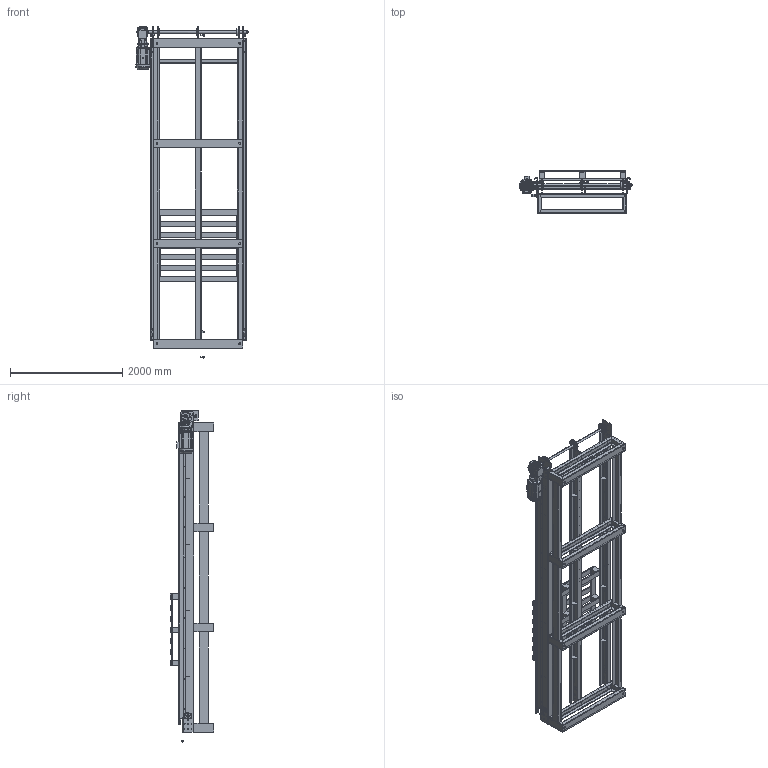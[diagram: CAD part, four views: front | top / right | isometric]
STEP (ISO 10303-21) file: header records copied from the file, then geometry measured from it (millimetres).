
FILE_DESCRIPTION(('FreeCAD Model'),'2;1');
FILE_NAME('Open CASCADE Shape Model','2025-05-02T20:00:48',('FreeCAD'),( 'FreeCAD'),'Open CASCADE STEP processor 7.6','FreeCAD','Unknown');
FILE_SCHEMA(('AUTOMOTIVE_DESIGN { 1 0 10303 214 1 1 1 1 }'));
Products named in the file (1): Open CASCADE STEP translator 7.6 1
Bounding box: 2004.79 x 775.5 x 5914.58 mm (x, y, z)
Volume: 209219463.6 mm3; surface area: 40440001.1 mm2
Topology: 162 solids, 163 shells, 4121 faces, 9970 edges, 6257 vertices
Faces by surface type: bspline 4121
Entity records: 130138 total; most frequent: CARTESIAN_POINT 72427, ORIENTED_EDGE 19808, EDGE_CURVE 9904, VERTEX_POINT 6257, B_SPLINE_CURVE_WITH_KNOTS 6025, FACE_BOUND 4751, EDGE_LOOP 4751, ADVANCED_FACE 4121
